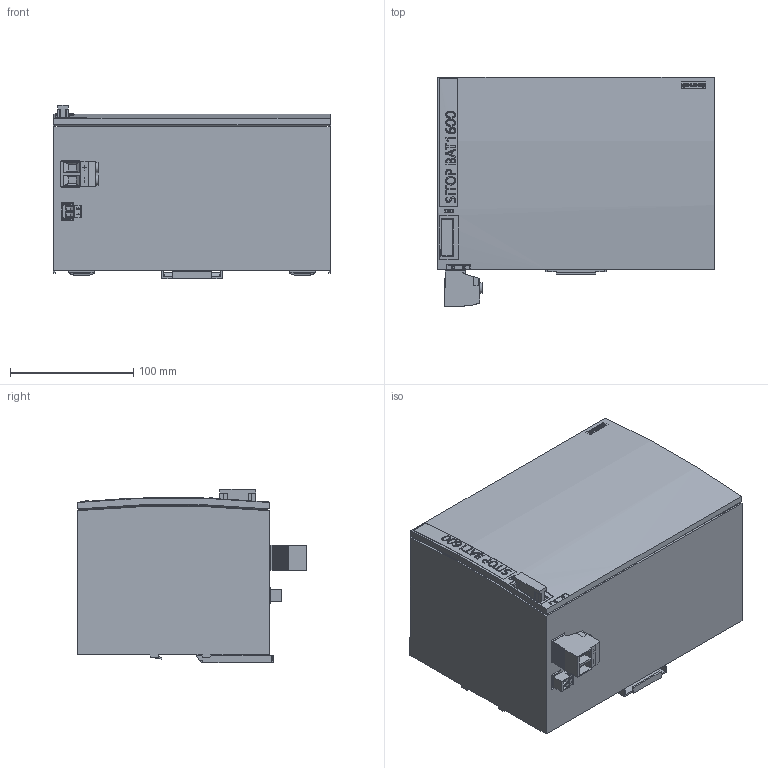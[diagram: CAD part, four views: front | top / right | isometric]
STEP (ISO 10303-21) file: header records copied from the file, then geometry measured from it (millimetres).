
FILE_DESCRIPTION(/* description */ (''),/* implementation_level */ '2;1');
FILE_NAME(/* name */ '6ep41340ja000ay0_001_stp.stp',/* time_stamp */ '2020-12-10T17:53:16+02:00',/* author */ (''),/* organization */ (''),/* preprocessor_version */ 'ST-DEVELOPER v16.7',/* originating_system */ 'SIEMENS PLM Software NX 12.0',/* authorisation */ '');
FILE_SCHEMA (('AP203_CONFIGURATION_CONTROLLED_3D_DESIGN_OF_MECHANICAL_PARTS_AND_ASSEMBLIES_MIM_LF { 1 0 10303 403 2 1 2}'));
Length unit declared in the file: millimetre
Products named in the file (1): 6ep41340ja000ay0_001_stp_stp
Bounding box: 225 x 186.65 x 140.59 mm (x, y, z)
Volume: 306898.8 mm3; surface area: 354519.2 mm2
Topology: 20 solids, 22 shells, 1556 faces, 4299 edges, 2830 vertices
Faces by surface type: plane 1154, cylinder 245, extrusion 104, bspline 26, sphere 13, torus 6, cone 6, revolution 2
Full cylindrical faces by diameter (mm): 0.609 x1, 1.4 x2, 2.8 x1, 3.783 x2, 4 x2, 6.3 x2, 8.3 x2
Entity records: 59864 total; most frequent: CARTESIAN_POINT 14291, ORIENTED_EDGE 8542, DIRECTION 7594, EDGE_CURVE 4271, VECTOR 3304, LINE 3200, VERTEX_POINT 2827, AXIS2_PLACEMENT_3D 2144
